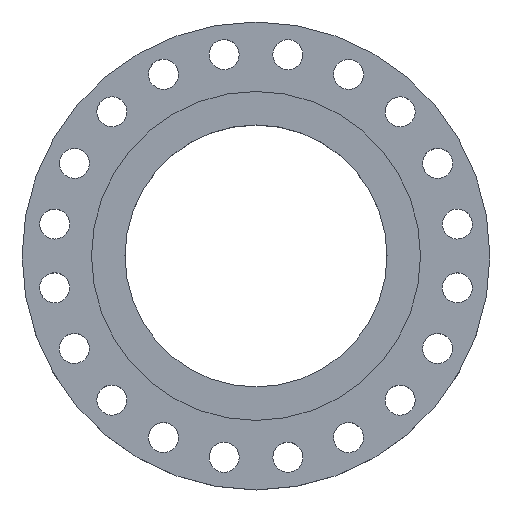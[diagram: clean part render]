
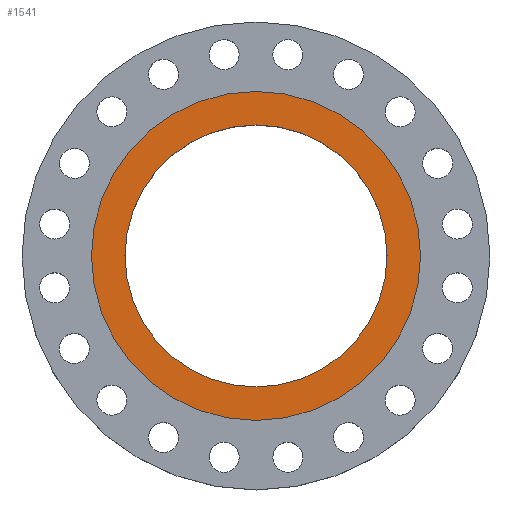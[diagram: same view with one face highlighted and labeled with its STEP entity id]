
A CAD part, top view. The second image highlights one B-rep face of the part: STEP entity #1541.
In plain terms, the highlighted planar face has unit normal (0, 0, 1).
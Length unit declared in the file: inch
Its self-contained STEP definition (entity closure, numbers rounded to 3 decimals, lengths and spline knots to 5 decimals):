
#31 = EDGE_CURVE ( 'NONE', #296, #1265, #452, .T. ) ;
#120 = ORIENTED_EDGE ( 'NONE', *, *, #1453, .F. ) ;
#296 = VERTEX_POINT ( 'NONE', #325 ) ;
#298 = AXIS2_PLACEMENT_3D ( 'NONE', #629, #1343, #371 ) ;
#325 = CARTESIAN_POINT ( 'NONE',  ( -8.875, 0., 0. ) ) ;
#359 = DIRECTION ( 'NONE',  ( 1., 0., 0. ) ) ;
#370 = FACE_BOUND ( 'NONE', #642, .T. ) ;
#371 = DIRECTION ( 'NONE',  ( 1., 0., 0. ) ) ;
#401 = CARTESIAN_POINT ( 'NONE',  ( 0., 0., 0. ) ) ;
#426 = ORIENTED_EDGE ( 'NONE', *, *, #630, .F. ) ;
#452 = CIRCLE ( 'NONE', #933, 8.875 ) ;
#564 = CARTESIAN_POINT ( 'NONE',  ( -7.07, 0., 0. ) ) ;
#629 = CARTESIAN_POINT ( 'NONE',  ( 0., 0., 0. ) ) ;
#630 = EDGE_CURVE ( 'NONE', #951, #1104, #1690, .T. ) ;
#642 = EDGE_LOOP ( 'NONE', ( #426, #120 ) ) ;
#644 = ORIENTED_EDGE ( 'NONE', *, *, #31, .T. ) ;
#654 = CIRCLE ( 'NONE', #298, 8.875 ) ;
#707 = DIRECTION ( 'NONE',  ( 0., 0., 1. ) ) ;
#709 = DIRECTION ( 'NONE',  ( 1., 0., 0. ) ) ;
#807 = EDGE_CURVE ( 'NONE', #1265, #296, #654, .T. ) ;
#840 = CIRCLE ( 'NONE', #1413, 7.07 ) ;
#848 = CARTESIAN_POINT ( 'NONE',  ( 7.07, 0., 0. ) ) ;
#933 = AXIS2_PLACEMENT_3D ( 'NONE', #401, #707, #1414 ) ;
#951 = VERTEX_POINT ( 'NONE', #848 ) ;
#1049 = AXIS2_PLACEMENT_3D ( 'NONE', #1092, #1383, #359 ) ;
#1063 = CARTESIAN_POINT ( 'NONE',  ( 8.875, 0., 0. ) ) ;
#1080 = PLANE ( 'NONE',  #1049 ) ;
#1092 = CARTESIAN_POINT ( 'NONE',  ( 0., 0., 0. ) ) ;
#1104 = VERTEX_POINT ( 'NONE', #564 ) ;
#1219 = FACE_OUTER_BOUND ( 'NONE', #1515, .T. ) ;
#1265 = VERTEX_POINT ( 'NONE', #1063 ) ;
#1309 = DIRECTION ( 'NONE',  ( 0., 0., 1. ) ) ;
#1343 = DIRECTION ( 'NONE',  ( 0., 0., 1. ) ) ;
#1383 = DIRECTION ( 'NONE',  ( 0., 0., 1. ) ) ;
#1413 = AXIS2_PLACEMENT_3D ( 'NONE', #1870, #1696, #709 ) ;
#1414 = DIRECTION ( 'NONE',  ( 1., 0., 0. ) ) ;
#1453 = EDGE_CURVE ( 'NONE', #1104, #951, #840, .T. ) ;
#1478 = AXIS2_PLACEMENT_3D ( 'NONE', #1771, #1309, #1890 ) ;
#1515 = EDGE_LOOP ( 'NONE', ( #1592, #644 ) ) ;
#1541 = ADVANCED_FACE ( 'NONE', ( #370, #1219 ), #1080, .T. ) ;
#1592 = ORIENTED_EDGE ( 'NONE', *, *, #807, .T. ) ;
#1690 = CIRCLE ( 'NONE', #1478, 7.07 ) ;
#1696 = DIRECTION ( 'NONE',  ( 0., 0., 1. ) ) ;
#1771 = CARTESIAN_POINT ( 'NONE',  ( 0., 0., 0. ) ) ;
#1870 = CARTESIAN_POINT ( 'NONE',  ( 0., 0., 0. ) ) ;
#1890 = DIRECTION ( 'NONE',  ( 1., 0., 0. ) ) ;
